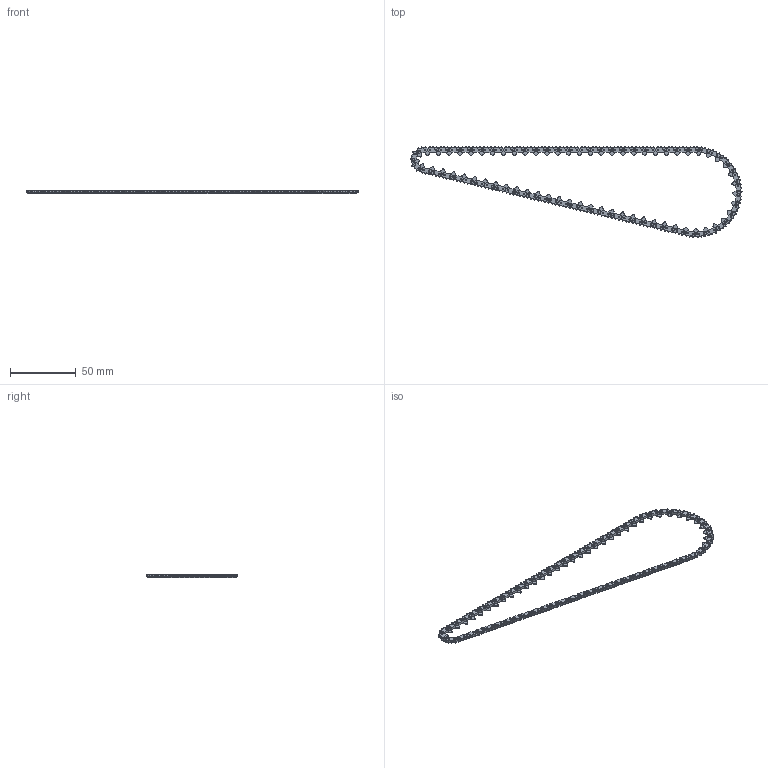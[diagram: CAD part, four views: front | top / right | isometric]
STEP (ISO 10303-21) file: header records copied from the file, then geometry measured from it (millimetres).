
FILE_DESCRIPTION (( 'STEP AP214' ), '1' );
FILE_NAME ('Chain.STEP', '2019-07-27T23:35:49', ( 'User' ), ( '' ), 'SwSTEP 2.0', 'SolidWorks 2018', '' );
FILE_SCHEMA (( 'AUTOMOTIVE_DESIGN' ));
Length unit declared in the file: millimetre
Products named in the file (4): Inner Part; Teeth; Spline; Chain
Assembly tree (132 placements, depth 2):
  Spline
  Chain
    Teeth  x66
    Inner Part  x66
Bounding box: 252.14 x 69.2 x 2.5 mm (x, y, z)
Volume: 4482 mm3; surface area: 13077.4 mm2
Topology: 132 solids, 132 shells, 2442 faces, 6138 edges, 4092 vertices
Faces by surface type: cylinder 1320, plane 726, bspline 396
Entity records: 2316 total; most frequent: DIRECTION 453, CARTESIAN_POINT 389, AXIS2_PLACEMENT_3D 206, ORIENTED_EDGE 186, PRODUCT_DEFINITION_SHAPE 136, ITEM_DEFINED_TRANSFORMATION 132, CONTEXT_DEPENDENT_SHAPE_REPRESENTATION 132, NEXT_ASSEMBLY_USAGE_OCCURRENCE 132
